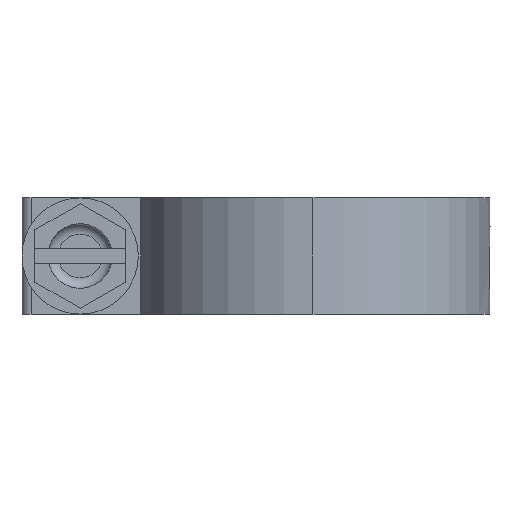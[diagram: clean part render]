
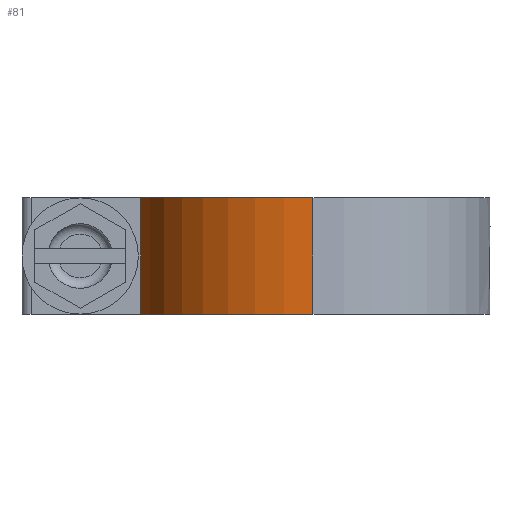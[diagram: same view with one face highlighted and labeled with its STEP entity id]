
A CAD part, left-side view. The second image highlights one B-rep face of the part: STEP entity #81.
In plain terms, the highlighted cylindrical face has radius 13.7 mm (diameter 27.4 mm), a partial arc.
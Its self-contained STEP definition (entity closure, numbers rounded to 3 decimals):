
#23 = VERTEX_POINT ( 'NONE', #1033 ) ;
#81 = ADVANCED_FACE ( 'NONE', ( #161 ), #3712, .T. ) ;
#161 = FACE_OUTER_BOUND ( 'NONE', #4271, .T. ) ;
#211 = ORIENTED_EDGE ( 'NONE', *, *, #691, .T. ) ;
#402 = CARTESIAN_POINT ( 'NONE',  ( -3.21, 13.319, 4.5 ) ) ;
#497 = EDGE_CURVE ( 'NONE', #3985, #539, #5593, .T. ) ;
#539 = VERTEX_POINT ( 'NONE', #875 ) ;
#685 = EDGE_CURVE ( 'NONE', #23, #3985, #1157, .T. ) ;
#691 = EDGE_CURVE ( 'NONE', #23, #5608, #2968, .T. ) ;
#875 = CARTESIAN_POINT ( 'NONE',  ( -3.21, 13.319, -4.5 ) ) ;
#918 = AXIS2_PLACEMENT_3D ( 'NONE', #2177, #4856, #5284 ) ;
#1033 = CARTESIAN_POINT ( 'NONE',  ( -13.7, 0., 4.5 ) ) ;
#1128 = VECTOR ( 'NONE', #6379, 1000. ) ;
#1157 = LINE ( 'NONE', #3822, #1128 ) ;
#1269 = DIRECTION ( 'NONE',  ( 0., 0., -1. ) ) ;
#1719 = CARTESIAN_POINT ( 'NONE',  ( 0., 0., 4.5 ) ) ;
#1771 = AXIS2_PLACEMENT_3D ( 'NONE', #1719, #6414, #5876 ) ;
#2025 = VECTOR ( 'NONE', #6705, 1000. ) ;
#2177 = CARTESIAN_POINT ( 'NONE',  ( 0., 0., 4.5 ) ) ;
#2535 = LINE ( 'NONE', #4092, #2025 ) ;
#2677 = CARTESIAN_POINT ( 'NONE',  ( -13.7, 0., -4.5 ) ) ;
#2966 = ORIENTED_EDGE ( 'NONE', *, *, #497, .F. ) ;
#2968 = CIRCLE ( 'NONE', #1771, 13.7 ) ;
#3707 = DIRECTION ( 'NONE',  ( 1., 0., 0. ) ) ;
#3712 = CYLINDRICAL_SURFACE ( 'NONE', #918, 13.7 ) ;
#3822 = CARTESIAN_POINT ( 'NONE',  ( -13.7, 0., 4.5 ) ) ;
#3985 = VERTEX_POINT ( 'NONE', #2677 ) ;
#4092 = CARTESIAN_POINT ( 'NONE',  ( -3.21, 13.319, 4.5 ) ) ;
#4169 = ORIENTED_EDGE ( 'NONE', *, *, #4913, .T. ) ;
#4271 = EDGE_LOOP ( 'NONE', ( #5090, #211, #4169, #2966 ) ) ;
#4307 = CARTESIAN_POINT ( 'NONE',  ( 0., 0., -4.5 ) ) ;
#4856 = DIRECTION ( 'NONE',  ( 0., 0., -1. ) ) ;
#4913 = EDGE_CURVE ( 'NONE', #5608, #539, #2535, .T. ) ;
#5090 = ORIENTED_EDGE ( 'NONE', *, *, #685, .F. ) ;
#5145 = AXIS2_PLACEMENT_3D ( 'NONE', #4307, #1269, #3707 ) ;
#5284 = DIRECTION ( 'NONE',  ( -1., 0., 0. ) ) ;
#5593 = CIRCLE ( 'NONE', #5145, 13.7 ) ;
#5608 = VERTEX_POINT ( 'NONE', #402 ) ;
#5876 = DIRECTION ( 'NONE',  ( 1., 0., 0. ) ) ;
#6379 = DIRECTION ( 'NONE',  ( 0., 0., -1. ) ) ;
#6414 = DIRECTION ( 'NONE',  ( 0., 0., -1. ) ) ;
#6705 = DIRECTION ( 'NONE',  ( 0., 0., -1. ) ) ;
